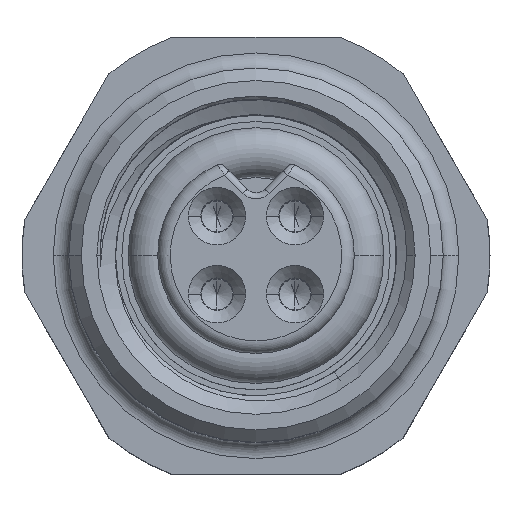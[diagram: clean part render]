
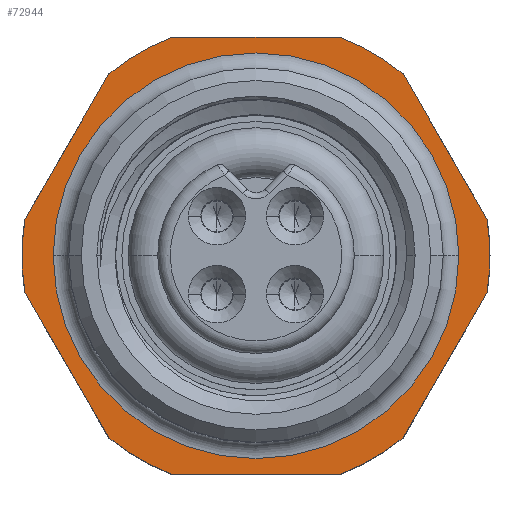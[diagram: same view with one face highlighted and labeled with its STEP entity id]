
A CAD part, top view. The second image highlights one B-rep face of the part: STEP entity #72944.
In plain terms, the highlighted planar face has unit normal (0, 0, 1).
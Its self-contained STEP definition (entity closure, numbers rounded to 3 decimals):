
#68170=CARTESIAN_POINT('',(0.,0.,-1.3));
#68171=DIRECTION('',(0.,0.,-1.));
#68172=DIRECTION('',(0.359,0.933,0.));
#68173=AXIS2_PLACEMENT_3D('',#68170,#68171,#68172);
#68175=DIRECTION('',(0.5,-0.866,0.));
#68176=VECTOR('',#68175,2.693);
#68177=CARTESIAN_POINT('',(2.358,2.916,-1.3));
#68178=LINE('',#68177,#68176);
#68179=CARTESIAN_POINT('',(0.,0.,-1.3));
#68180=DIRECTION('',(0.,0.,-1.));
#68181=DIRECTION('',(0.988,0.156,0.));
#68182=AXIS2_PLACEMENT_3D('',#68179,#68180,#68181);
#68184=DIRECTION('',(-0.5,-0.866,0.));
#68185=VECTOR('',#68184,2.693);
#68186=CARTESIAN_POINT('',(3.704,-0.584,-1.3));
#68187=LINE('',#68186,#68185);
#68188=CARTESIAN_POINT('',(0.,0.,-1.3));
#68189=DIRECTION('',(0.,0.,-1.));
#68190=DIRECTION('',(0.629,-0.778,0.));
#68191=AXIS2_PLACEMENT_3D('',#68188,#68189,#68190);
#68193=DIRECTION('',(-1.,0.,0.));
#68194=VECTOR('',#68193,2.693);
#68195=CARTESIAN_POINT('',(1.346,-3.5,-1.3));
#68196=LINE('',#68195,#68194);
#68197=CARTESIAN_POINT('',(0.,0.,-1.3));
#68198=DIRECTION('',(0.,0.,-1.));
#68199=DIRECTION('',(-0.359,-0.933,0.));
#68200=AXIS2_PLACEMENT_3D('',#68197,#68198,#68199);
#68202=DIRECTION('',(-0.5,0.866,0.));
#68203=VECTOR('',#68202,2.693);
#68204=CARTESIAN_POINT('',(-2.358,-2.916,-1.3));
#68205=LINE('',#68204,#68203);
#68206=CARTESIAN_POINT('',(0.,0.,-1.3));
#68207=DIRECTION('',(0.,0.,-1.));
#68208=DIRECTION('',(-0.988,-0.156,0.));
#68209=AXIS2_PLACEMENT_3D('',#68206,#68207,#68208);
#68211=DIRECTION('',(0.5,0.866,0.));
#68212=VECTOR('',#68211,2.693);
#68213=CARTESIAN_POINT('',(-3.704,0.584,-1.3));
#68214=LINE('',#68213,#68212);
#68215=CARTESIAN_POINT('',(0.,0.,-1.3));
#68216=DIRECTION('',(0.,0.,-1.));
#68217=DIRECTION('',(-0.629,0.778,0.));
#68218=AXIS2_PLACEMENT_3D('',#68215,#68216,#68217);
#68220=DIRECTION('',(1.,0.,0.));
#68221=VECTOR('',#68220,2.693);
#68222=CARTESIAN_POINT('',(-1.346,3.5,-1.3));
#68223=LINE('',#68222,#68221);
#68224=CARTESIAN_POINT('',(0.,0.,-1.3));
#68225=DIRECTION('',(0.,0.,-1.));
#68226=DIRECTION('',(1.,0.,0.));
#68227=AXIS2_PLACEMENT_3D('',#68224,#68225,#68226);
#68229=CARTESIAN_POINT('',(0.,0.,-1.3));
#68230=DIRECTION('',(0.,0.,-1.));
#68231=DIRECTION('',(-1.,0.,0.));
#68232=AXIS2_PLACEMENT_3D('',#68229,#68230,#68231);
#72438=CARTESIAN_POINT('',(1.346,3.5,-1.3));
#72439=CARTESIAN_POINT('',(2.358,2.916,-1.3));
#72440=VERTEX_POINT('',#72438);
#72441=VERTEX_POINT('',#72439);
#72442=CARTESIAN_POINT('',(3.704,0.584,-1.3));
#72443=VERTEX_POINT('',#72442);
#72444=CARTESIAN_POINT('',(3.704,-0.584,-1.3));
#72445=VERTEX_POINT('',#72444);
#72446=CARTESIAN_POINT('',(2.358,-2.916,-1.3));
#72447=VERTEX_POINT('',#72446);
#72448=CARTESIAN_POINT('',(1.346,-3.5,-1.3));
#72449=VERTEX_POINT('',#72448);
#72450=CARTESIAN_POINT('',(-1.346,-3.5,-1.3));
#72451=VERTEX_POINT('',#72450);
#72452=CARTESIAN_POINT('',(-2.358,-2.916,-1.3));
#72453=VERTEX_POINT('',#72452);
#72454=CARTESIAN_POINT('',(-3.704,-0.584,-1.3));
#72455=VERTEX_POINT('',#72454);
#72456=CARTESIAN_POINT('',(-3.704,0.584,-1.3));
#72457=VERTEX_POINT('',#72456);
#72458=CARTESIAN_POINT('',(-2.358,2.916,-1.3));
#72459=VERTEX_POINT('',#72458);
#72460=CARTESIAN_POINT('',(-1.346,3.5,-1.3));
#72461=VERTEX_POINT('',#72460);
#72466=CARTESIAN_POINT('',(3.25,0.,-1.3));
#72467=CARTESIAN_POINT('',(-3.25,0.,-1.3));
#72468=VERTEX_POINT('',#72466);
#72469=VERTEX_POINT('',#72467);
#72909=CARTESIAN_POINT('',(0.,0.,-1.3));
#72910=DIRECTION('',(0.,0.,-1.));
#72911=DIRECTION('',(-1.,0.,0.));
#72912=AXIS2_PLACEMENT_3D('',#72909,#72910,#72911);
#72913=PLANE('',#72912);
#72915=ORIENTED_EDGE('',*,*,#72914,.T.);
#72917=ORIENTED_EDGE('',*,*,#72916,.T.);
#72919=ORIENTED_EDGE('',*,*,#72918,.T.);
#72921=ORIENTED_EDGE('',*,*,#72920,.T.);
#72923=ORIENTED_EDGE('',*,*,#72922,.T.);
#72925=ORIENTED_EDGE('',*,*,#72924,.T.);
#72927=ORIENTED_EDGE('',*,*,#72926,.T.);
#72929=ORIENTED_EDGE('',*,*,#72928,.T.);
#72931=ORIENTED_EDGE('',*,*,#72930,.T.);
#72933=ORIENTED_EDGE('',*,*,#72932,.T.);
#72935=ORIENTED_EDGE('',*,*,#72934,.T.);
#72937=ORIENTED_EDGE('',*,*,#72936,.T.);
#72938=EDGE_LOOP('',(#72915,#72917,#72919,#72921,#72923,#72925,#72927,#72929,
#72931,#72933,#72935,#72937));
#72939=FACE_OUTER_BOUND('',#72938,.F.);
#72940=ORIENTED_EDGE('',*,*,#72891,.F.);
#72941=ORIENTED_EDGE('',*,*,#72876,.F.);
#72942=EDGE_LOOP('',(#72940,#72941));
#72943=FACE_BOUND('',#72942,.F.);
#68174=CIRCLE('',#68173,3.75);
#68183=CIRCLE('',#68182,3.75);
#68192=CIRCLE('',#68191,3.75);
#68201=CIRCLE('',#68200,3.75);
#68210=CIRCLE('',#68209,3.75);
#68219=CIRCLE('',#68218,3.75);
#68228=CIRCLE('',#68227,3.25);
#68233=CIRCLE('',#68232,3.25);
#72876=EDGE_CURVE('',#72469,#72468,#68233,.T.);
#72891=EDGE_CURVE('',#72468,#72469,#68228,.T.);
#72914=EDGE_CURVE('',#72440,#72441,#68174,.T.);
#72916=EDGE_CURVE('',#72441,#72443,#68178,.T.);
#72918=EDGE_CURVE('',#72443,#72445,#68183,.T.);
#72920=EDGE_CURVE('',#72445,#72447,#68187,.T.);
#72922=EDGE_CURVE('',#72447,#72449,#68192,.T.);
#72924=EDGE_CURVE('',#72449,#72451,#68196,.T.);
#72926=EDGE_CURVE('',#72451,#72453,#68201,.T.);
#72928=EDGE_CURVE('',#72453,#72455,#68205,.T.);
#72930=EDGE_CURVE('',#72455,#72457,#68210,.T.);
#72932=EDGE_CURVE('',#72457,#72459,#68214,.T.);
#72934=EDGE_CURVE('',#72459,#72461,#68219,.T.);
#72936=EDGE_CURVE('',#72461,#72440,#68223,.T.);
#72944=ADVANCED_FACE('',(#72939,#72943),#72913,.F.);
